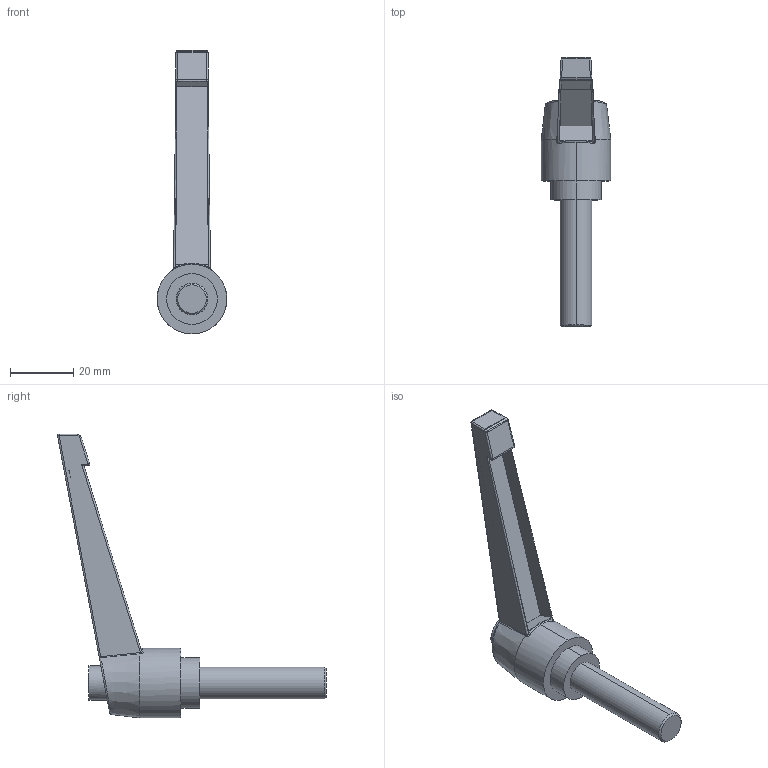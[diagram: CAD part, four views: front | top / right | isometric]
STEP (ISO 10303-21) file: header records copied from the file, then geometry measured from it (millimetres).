
FILE_DESCRIPTION (( 'STEP AP214' ), '1' );
FILE_NAME ('A411 Âèíò ñ ðóêîÿòêîé Ì10õ40.STEP', '2020-11-17T12:38:30', ( 'Windows User' ), ( '' ), 'SwSTEP 2.0', 'SolidWorks 2020', '' );
FILE_SCHEMA (( 'AUTOMOTIVE_DESIGN' ));
Length unit declared in the file: millimetre
Products named in the file (1): A411 Âèíò ñ ðóêîÿòêîé Ì10õ40
Bounding box: 22 x 84.91 x 89.62 mm (x, y, z)
Volume: 17455.2 mm3; surface area: 7522.5 mm2
Topology: 1 solids, 1 shells, 81 faces, 183 edges, 109 vertices
Faces by surface type: bspline 34, plane 31, cylinder 12, cone 4
Entity records: 5403 total; most frequent: CARTESIAN_POINT 3836, ORIENTED_EDGE 366, DIRECTION 203, EDGE_CURVE 183, VERTEX_POINT 109, B_SPLINE_CURVE_WITH_KNOTS 98, EDGE_LOOP 86, FACE_OUTER_BOUND 81
